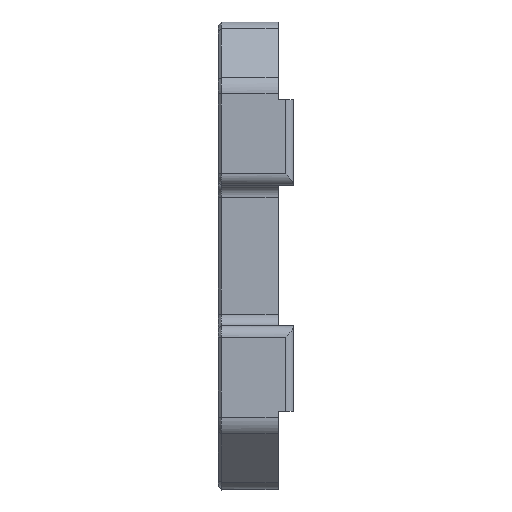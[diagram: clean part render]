
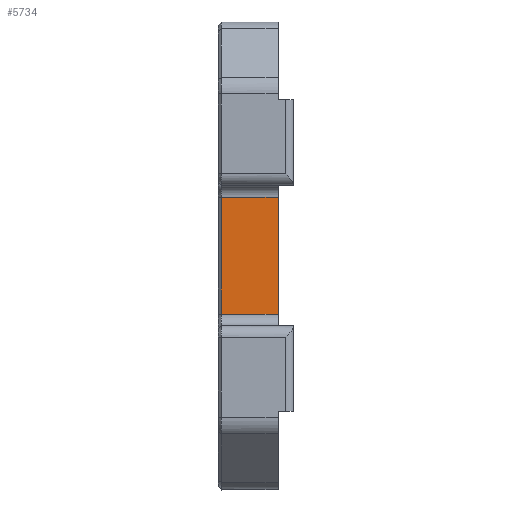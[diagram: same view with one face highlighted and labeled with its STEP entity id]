
A CAD part, top view. The second image highlights one B-rep face of the part: STEP entity #5734.
In plain terms, the highlighted planar face has unit normal (0, 0, 1).
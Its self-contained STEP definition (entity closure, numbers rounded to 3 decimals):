
#488 = PLANE('',#489);
#489 = AXIS2_PLACEMENT_3D('',#490,#491,#492);
#490 = CARTESIAN_POINT('',(-14.5,0.421,
    -67.126));
#491 = DIRECTION('',(1.,0.,0.));
#492 = DIRECTION('',(0.,1.,0.));
#2066 = VERTEX_POINT('',#2067);
#2067 = CARTESIAN_POINT('',(-21.81,7.5,
    -20.25));
#2081 = PLANE('',#2082);
#2082 = AXIS2_PLACEMENT_3D('',#2083,#2084,#2085);
#2083 = CARTESIAN_POINT('',(-22.005,7.5,
    -20.445));
#2084 = DIRECTION('',(0.707,0.,-0.707));
#2085 = DIRECTION('',(0.,1.,0.));
#2108 = CYLINDRICAL_SURFACE('',#2109,1.5);
#2109 = AXIS2_PLACEMENT_3D('',#2110,#2111,#2112);
#2110 = CARTESIAN_POINT('',(-22.2,7.5,
    -18.75));
#2111 = DIRECTION('',(-1.,0.,0.));
#2112 = DIRECTION('',(0.,1.,0.));
#2271 = VERTEX_POINT('',#2272);
#2272 = CARTESIAN_POINT('',(-21.81,-7.5,
    -20.25));
#2298 = EDGE_CURVE('',#2066,#2271,#2299,.T.);
#2299 = SURFACE_CURVE('',#2300,(#2304,#2311),.PCURVE_S1.);
#2300 = LINE('',#2301,#2302);
#2301 = CARTESIAN_POINT('',(-21.81,7.5,
    -20.25));
#2302 = VECTOR('',#2303,1.);
#2303 = DIRECTION('',(0.,-1.,0.));
#2304 = PCURVE('',#2081,#2305);
#2305 = DEFINITIONAL_REPRESENTATION('',(#2306),#2310);
#2306 = LINE('',#2307,#2308);
#2307 = CARTESIAN_POINT('',(0.,0.276));
#2308 = VECTOR('',#2309,1.);
#2309 = DIRECTION('',(-1.,0.));
#2310 = ( GEOMETRIC_REPRESENTATION_CONTEXT(2) 
PARAMETRIC_REPRESENTATION_CONTEXT() REPRESENTATION_CONTEXT('2D SPACE',''
  ) );
#2311 = PCURVE('',#2312,#2317);
#2312 = PLANE('',#2313);
#2313 = AXIS2_PLACEMENT_3D('',#2314,#2315,#2316);
#2314 = CARTESIAN_POINT('',(-22.2,7.5,
    -20.25));
#2315 = DIRECTION('',(0.,0.,-1.));
#2316 = DIRECTION('',(0.,-1.,0.));
#2317 = DEFINITIONAL_REPRESENTATION('',(#2318),#2322);
#2318 = LINE('',#2319,#2320);
#2319 = CARTESIAN_POINT('',(0.,-0.39));
#2320 = VECTOR('',#2321,1.);
#2321 = DIRECTION('',(1.,0.));
#2322 = ( GEOMETRIC_REPRESENTATION_CONTEXT(2) 
PARAMETRIC_REPRESENTATION_CONTEXT() REPRESENTATION_CONTEXT('2D SPACE',''
  ) );
#2503 = CYLINDRICAL_SURFACE('',#2504,1.5);
#2504 = AXIS2_PLACEMENT_3D('',#2505,#2506,#2507);
#2505 = CARTESIAN_POINT('',(-22.2,-7.5,
    -18.75));
#2506 = DIRECTION('',(-1.,0.,0.));
#2507 = DIRECTION('',(0.,1.,0.));
#5634 = EDGE_CURVE('',#2066,#5635,#5637,.T.);
#5635 = VERTEX_POINT('',#5636);
#5636 = CARTESIAN_POINT('',(-14.5,7.5,
    -20.25));
#5637 = SURFACE_CURVE('',#5638,(#5642,#5649),.PCURVE_S1.);
#5638 = LINE('',#5639,#5640);
#5639 = CARTESIAN_POINT('',(-22.2,7.5,
    -20.25));
#5640 = VECTOR('',#5641,1.);
#5641 = DIRECTION('',(1.,0.,0.));
#5642 = PCURVE('',#2108,#5643);
#5643 = DEFINITIONAL_REPRESENTATION('',(#5644),#5648);
#5644 = LINE('',#5645,#5646);
#5645 = CARTESIAN_POINT('',(1.571,0.));
#5646 = VECTOR('',#5647,1.);
#5647 = DIRECTION('',(0.,-1.));
#5648 = ( GEOMETRIC_REPRESENTATION_CONTEXT(2) 
PARAMETRIC_REPRESENTATION_CONTEXT() REPRESENTATION_CONTEXT('2D SPACE',''
  ) );
#5649 = PCURVE('',#2312,#5650);
#5650 = DEFINITIONAL_REPRESENTATION('',(#5651),#5655);
#5651 = LINE('',#5652,#5653);
#5652 = CARTESIAN_POINT('',(0.,0.));
#5653 = VECTOR('',#5654,1.);
#5654 = DIRECTION('',(0.,-1.));
#5655 = ( GEOMETRIC_REPRESENTATION_CONTEXT(2) 
PARAMETRIC_REPRESENTATION_CONTEXT() REPRESENTATION_CONTEXT('2D SPACE',''
  ) );
#5734 = ADVANCED_FACE('',(#5735),#2312,.F.);
#5735 = FACE_BOUND('',#5736,.F.);
#5736 = EDGE_LOOP('',(#5737,#5760,#5761,#5762));
#5737 = ORIENTED_EDGE('',*,*,#5738,.F.);
#5738 = EDGE_CURVE('',#2271,#5739,#5741,.T.);
#5739 = VERTEX_POINT('',#5740);
#5740 = CARTESIAN_POINT('',(-14.5,-7.5,
    -20.25));
#5741 = SURFACE_CURVE('',#5742,(#5746,#5753),.PCURVE_S1.);
#5742 = LINE('',#5743,#5744);
#5743 = CARTESIAN_POINT('',(-22.2,-7.5,
    -20.25));
#5744 = VECTOR('',#5745,1.);
#5745 = DIRECTION('',(1.,0.,0.));
#5746 = PCURVE('',#2312,#5747);
#5747 = DEFINITIONAL_REPRESENTATION('',(#5748),#5752);
#5748 = LINE('',#5749,#5750);
#5749 = CARTESIAN_POINT('',(15.,0.));
#5750 = VECTOR('',#5751,1.);
#5751 = DIRECTION('',(0.,-1.));
#5752 = ( GEOMETRIC_REPRESENTATION_CONTEXT(2) 
PARAMETRIC_REPRESENTATION_CONTEXT() REPRESENTATION_CONTEXT('2D SPACE',''
  ) );
#5753 = PCURVE('',#2503,#5754);
#5754 = DEFINITIONAL_REPRESENTATION('',(#5755),#5759);
#5755 = LINE('',#5756,#5757);
#5756 = CARTESIAN_POINT('',(1.571,0.));
#5757 = VECTOR('',#5758,1.);
#5758 = DIRECTION('',(0.,-1.));
#5759 = ( GEOMETRIC_REPRESENTATION_CONTEXT(2) 
PARAMETRIC_REPRESENTATION_CONTEXT() REPRESENTATION_CONTEXT('2D SPACE',''
  ) );
#5760 = ORIENTED_EDGE('',*,*,#2298,.F.);
#5761 = ORIENTED_EDGE('',*,*,#5634,.T.);
#5762 = ORIENTED_EDGE('',*,*,#5763,.F.);
#5763 = EDGE_CURVE('',#5739,#5635,#5764,.T.);
#5764 = SURFACE_CURVE('',#5765,(#5769,#5776),.PCURVE_S1.);
#5765 = LINE('',#5766,#5767);
#5766 = CARTESIAN_POINT('',(-14.5,3.96,
    -20.25));
#5767 = VECTOR('',#5768,1.);
#5768 = DIRECTION('',(0.,1.,0.));
#5769 = PCURVE('',#2312,#5770);
#5770 = DEFINITIONAL_REPRESENTATION('',(#5771),#5775);
#5771 = LINE('',#5772,#5773);
#5772 = CARTESIAN_POINT('',(3.54,-7.7));
#5773 = VECTOR('',#5774,1.);
#5774 = DIRECTION('',(-1.,0.));
#5775 = ( GEOMETRIC_REPRESENTATION_CONTEXT(2) 
PARAMETRIC_REPRESENTATION_CONTEXT() REPRESENTATION_CONTEXT('2D SPACE',''
  ) );
#5776 = PCURVE('',#488,#5777);
#5777 = DEFINITIONAL_REPRESENTATION('',(#5778),#5782);
#5778 = LINE('',#5779,#5780);
#5779 = CARTESIAN_POINT('',(3.54,46.876));
#5780 = VECTOR('',#5781,1.);
#5781 = DIRECTION('',(1.,0.));
#5782 = ( GEOMETRIC_REPRESENTATION_CONTEXT(2) 
PARAMETRIC_REPRESENTATION_CONTEXT() REPRESENTATION_CONTEXT('2D SPACE',''
  ) );
